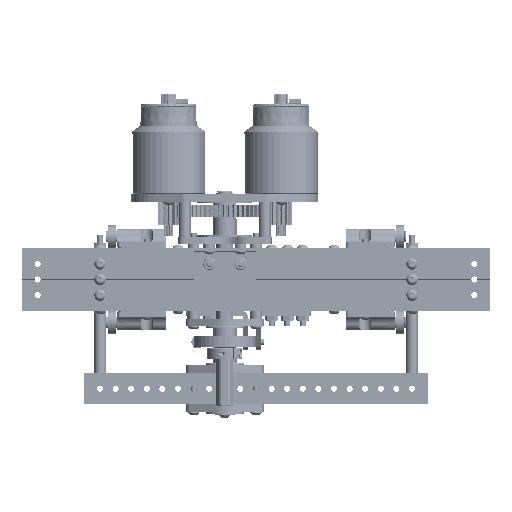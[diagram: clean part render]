
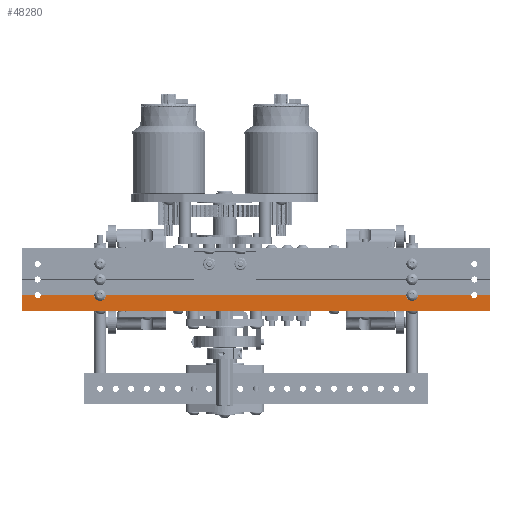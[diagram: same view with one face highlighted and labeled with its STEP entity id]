
A CAD part, front view. The second image highlights one B-rep face of the part: STEP entity #48280.
In plain terms, the highlighted face is planar.
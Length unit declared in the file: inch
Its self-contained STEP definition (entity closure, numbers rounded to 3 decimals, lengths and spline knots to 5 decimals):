
#2655 = CARTESIAN_POINT ( 'NONE',  ( -7.5, -0.503, 0.5 ) ) ;
#9202 = DIRECTION ( 'NONE',  ( 1., 0., 0. ) ) ;
#15926 = ORIENTED_EDGE ( 'NONE', *, *, #148453, .T. ) ;
#22785 = CARTESIAN_POINT ( 'NONE',  ( 7.5, -0.503, 0.5 ) ) ;
#25892 = CARTESIAN_POINT ( 'NONE',  ( -6.90205, -0.503, 0.5 ) ) ;
#26704 = CARTESIAN_POINT ( 'NONE',  ( -5.18748, -0.503, 0.5 ) ) ;
#29686 = VECTOR ( 'NONE', #118435, 39.37008 ) ;
#31848 = CARTESIAN_POINT ( 'NONE',  ( 7.5, -1., 0.5 ) ) ;
#32411 = CIRCLE ( 'NONE', #161709, 0.098 ) ;
#33201 = VERTEX_POINT ( 'NONE', #2655 ) ;
#36360 = DIRECTION ( 'NONE',  ( 0., -1., 0. ) ) ;
#36957 = DIRECTION ( 'NONE',  ( 1., 0., 0. ) ) ;
#40798 = LINE ( 'NONE', #56983, #201532 ) ;
#42578 = CIRCLE ( 'NONE', #68354, 0.1875 ) ;
#43157 = EDGE_CURVE ( 'NONE', #111747, #51173, #32411, .T. ) ;
#45019 = DIRECTION ( 'NONE',  ( 0., 0., 1. ) ) ;
#46070 = VERTEX_POINT ( 'NONE', #22785 ) ;
#48280 = ADVANCED_FACE ( 'NONE', ( #63013 ), #137053, .F. ) ;
#48321 = EDGE_CURVE ( 'NONE', #225517, #96452, #42578, .T. ) ;
#49952 = EDGE_CURVE ( 'NONE', #51173, #225517, #197998, .T. ) ;
#50891 = CARTESIAN_POINT ( 'NONE',  ( -7.5, -1., 0.5 ) ) ;
#51173 = VERTEX_POINT ( 'NONE', #25892 ) ;
#54062 = VECTOR ( 'NONE', #180645, 39.37008 ) ;
#55533 = EDGE_CURVE ( 'NONE', #33201, #111747, #40798, .T. ) ;
#56983 = CARTESIAN_POINT ( 'NONE',  ( -7.5, -0.503, 0.5 ) ) ;
#59645 = DIRECTION ( 'NONE',  ( 0., 0., 1. ) ) ;
#60213 = ORIENTED_EDGE ( 'NONE', *, *, #144369, .F. ) ;
#61695 = CIRCLE ( 'NONE', #150422, 0.1875 ) ;
#63013 = FACE_OUTER_BOUND ( 'NONE', #214522, .T. ) ;
#64317 = ORIENTED_EDGE ( 'NONE', *, *, #127307, .F. ) ;
#64491 = CARTESIAN_POINT ( 'NONE',  ( -7.5, -0.503, 0.5 ) ) ;
#66077 = ORIENTED_EDGE ( 'NONE', *, *, #159621, .F. ) ;
#67630 = LINE ( 'NONE', #31848, #84792 ) ;
#67643 = VECTOR ( 'NONE', #155993, 39.37008 ) ;
#68247 = DIRECTION ( 'NONE',  ( 0., -1., 0. ) ) ;
#68354 = AXIS2_PLACEMENT_3D ( 'NONE', #205332, #100057, #170675 ) ;
#71468 = CARTESIAN_POINT ( 'NONE',  ( 6.90205, -0.503, 0.5 ) ) ;
#72615 = DIRECTION ( 'NONE',  ( 0., 0., 1. ) ) ;
#72833 = ORIENTED_EDGE ( 'NONE', *, *, #49952, .F. ) ;
#81594 = DIRECTION ( 'NONE',  ( 0., 0., -1. ) ) ;
#84792 = VECTOR ( 'NONE', #36360, 39.37008 ) ;
#90874 = ORIENTED_EDGE ( 'NONE', *, *, #43157, .F. ) ;
#91936 = EDGE_CURVE ( 'NONE', #120930, #161834, #124615, .T. ) ;
#94009 = DIRECTION ( 'NONE',  ( 1., 0., 0. ) ) ;
#96452 = VERTEX_POINT ( 'NONE', #154187 ) ;
#96996 = VECTOR ( 'NONE', #68247, 39.37008 ) ;
#100057 = DIRECTION ( 'NONE',  ( 0., 0., 1. ) ) ;
#100531 = CARTESIAN_POINT ( 'NONE',  ( 7., -0.5, 0.5 ) ) ;
#101189 = DIRECTION ( 'NONE',  ( -1., 0., 0. ) ) ;
#106336 = CARTESIAN_POINT ( 'NONE',  ( 5., -0.5, 0.5 ) ) ;
#107250 = CARTESIAN_POINT ( 'NONE',  ( -7., -0.5, 0.5 ) ) ;
#107997 = ORIENTED_EDGE ( 'NONE', *, *, #91936, .F. ) ;
#109342 = CARTESIAN_POINT ( 'NONE',  ( -7.09795, -0.503, 0.5 ) ) ;
#110489 = AXIS2_PLACEMENT_3D ( 'NONE', #100531, #45019, #9202 ) ;
#111747 = VERTEX_POINT ( 'NONE', #109342 ) ;
#115219 = CARTESIAN_POINT ( 'NONE',  ( -7.5, -0.503, 0.5 ) ) ;
#118435 = DIRECTION ( 'NONE',  ( -1., 0., 0. ) ) ;
#120930 = VERTEX_POINT ( 'NONE', #209811 ) ;
#124615 = LINE ( 'NONE', #212538, #67643 ) ;
#124748 = VECTOR ( 'NONE', #135084, 39.37008 ) ;
#127307 = EDGE_CURVE ( 'NONE', #161834, #157287, #143849, .T. ) ;
#132592 = LINE ( 'NONE', #115219, #178834 ) ;
#133554 = VERTEX_POINT ( 'NONE', #171132 ) ;
#133602 = CARTESIAN_POINT ( 'NONE',  ( 7.5, -1., 0.5 ) ) ;
#134678 = CARTESIAN_POINT ( 'NONE',  ( 7.5, -1., 0.5 ) ) ;
#135084 = DIRECTION ( 'NONE',  ( 1., 0., 0. ) ) ;
#137053 = PLANE ( 'NONE',  #168141 ) ;
#142496 = ORIENTED_EDGE ( 'NONE', *, *, #195952, .F. ) ;
#143849 = CIRCLE ( 'NONE', #110489, 0.098 ) ;
#144369 = EDGE_CURVE ( 'NONE', #193805, #177864, #187927, .T. ) ;
#145887 = CARTESIAN_POINT ( 'NONE',  ( -7.5, -0.503, 0.5 ) ) ;
#148453 = EDGE_CURVE ( 'NONE', #33201, #177864, #157380, .T. ) ;
#150422 = AXIS2_PLACEMENT_3D ( 'NONE', #106336, #59645, #36957 ) ;
#151277 = CARTESIAN_POINT ( 'NONE',  ( 7.09795, -0.503, 0.5 ) ) ;
#154187 = CARTESIAN_POINT ( 'NONE',  ( -4.81252, -0.503, 0.5 ) ) ;
#155856 = ORIENTED_EDGE ( 'NONE', *, *, #197107, .F. ) ;
#155993 = DIRECTION ( 'NONE',  ( 1., 0., 0. ) ) ;
#157287 = VERTEX_POINT ( 'NONE', #151277 ) ;
#157380 = LINE ( 'NONE', #50891, #96996 ) ;
#159621 = EDGE_CURVE ( 'NONE', #46070, #193805, #67630, .T. ) ;
#161709 = AXIS2_PLACEMENT_3D ( 'NONE', #107250, #72615, #212568 ) ;
#161834 = VERTEX_POINT ( 'NONE', #71468 ) ;
#168141 = AXIS2_PLACEMENT_3D ( 'NONE', #133602, #81594, #101189 ) ;
#170675 = DIRECTION ( 'NONE',  ( 1., 0., 0. ) ) ;
#171132 = CARTESIAN_POINT ( 'NONE',  ( 4.81252, -0.503, 0.5 ) ) ;
#177864 = VERTEX_POINT ( 'NONE', #210031 ) ;
#178834 = VECTOR ( 'NONE', #185858, 39.37008 ) ;
#179843 = ORIENTED_EDGE ( 'NONE', *, *, #48321, .F. ) ;
#180645 = DIRECTION ( 'NONE',  ( 1., 0., 0. ) ) ;
#185858 = DIRECTION ( 'NONE',  ( 1., 0., 0. ) ) ;
#186350 = ORIENTED_EDGE ( 'NONE', *, *, #55533, .F. ) ;
#187927 = LINE ( 'NONE', #134678, #29686 ) ;
#193805 = VERTEX_POINT ( 'NONE', #209758 ) ;
#195952 = EDGE_CURVE ( 'NONE', #96452, #133554, #132592, .T. ) ;
#197107 = EDGE_CURVE ( 'NONE', #157287, #46070, #222921, .T. ) ;
#197998 = LINE ( 'NONE', #145887, #54062 ) ;
#201532 = VECTOR ( 'NONE', #94009, 39.37008 ) ;
#205332 = CARTESIAN_POINT ( 'NONE',  ( -5., -0.5, 0.5 ) ) ;
#209758 = CARTESIAN_POINT ( 'NONE',  ( 7.5, -1., 0.5 ) ) ;
#209811 = CARTESIAN_POINT ( 'NONE',  ( 5.18748, -0.503, 0.5 ) ) ;
#210031 = CARTESIAN_POINT ( 'NONE',  ( -7.5, -1., 0.5 ) ) ;
#212538 = CARTESIAN_POINT ( 'NONE',  ( -7.5, -0.503, 0.5 ) ) ;
#212568 = DIRECTION ( 'NONE',  ( 1., 0., 0. ) ) ;
#214522 = EDGE_LOOP ( 'NONE', ( #155856, #64317, #107997, #215244, #142496, #179843, #72833, #90874, #186350, #15926, #60213, #66077 ) ) ;
#215244 = ORIENTED_EDGE ( 'NONE', *, *, #225792, .F. ) ;
#222921 = LINE ( 'NONE', #64491, #124748 ) ;
#225517 = VERTEX_POINT ( 'NONE', #26704 ) ;
#225792 = EDGE_CURVE ( 'NONE', #133554, #120930, #61695, .T. ) ;
